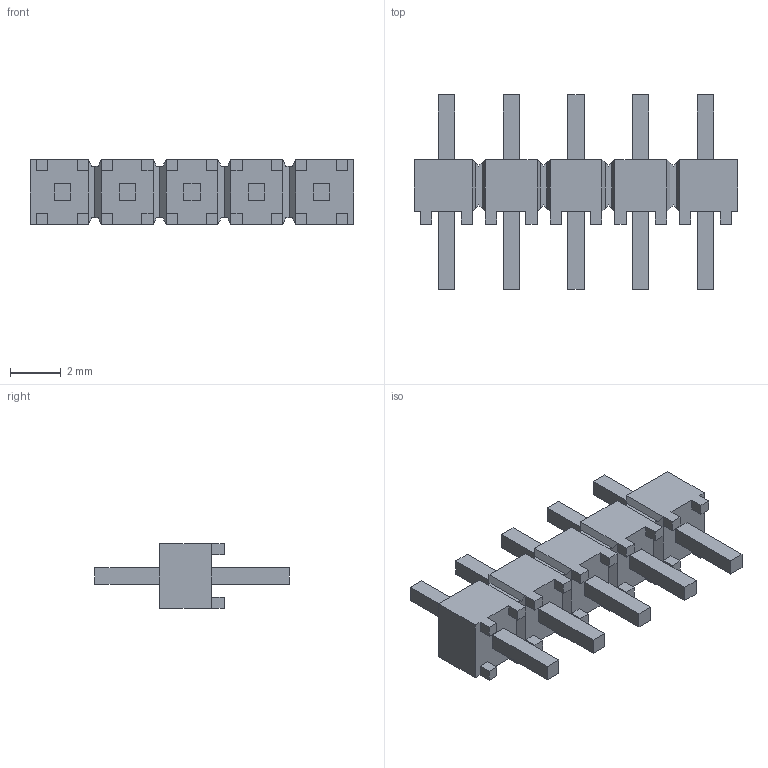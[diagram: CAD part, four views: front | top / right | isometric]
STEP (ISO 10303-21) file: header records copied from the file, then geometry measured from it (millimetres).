
FILE_DESCRIPTION( ( 'STEP AP214' ), '1' );
FILE_NAME( 'MTSW-105-06-T-S-100.stp', '2020-09-20T07:10:53', ( 'License CC BY-ND 4.0' ), ( 'CADENAS' ), ' ', 'PARTsolutions', ' ' );
FILE_SCHEMA( ( 'AUTOMOTIVE_DESIGN { 1 0 10303 214 1 1 1 1 }' ) );
Length unit declared in the file: inch
Products named in the file (3): MTSW-105-06-T-S-100; _MTSW-105-06-T-S-100_body; _MTSW-105-06-S-100
Assembly tree (2 placements, depth 2):
  MTSW-105-06-T-S-100
    _MTSW-105-06-T-S-100_body
    _MTSW-105-06-S-100
Bounding box: 12.7 x 7.62 x 2.54 mm (x, y, z)
Volume: 77.1 mm3; surface area: 289.7 mm2
Topology: 2 solids, 2 shells, 218 faces, 564 edges, 360 vertices
Faces by surface type: plane 218
Entity records: 8262 total; most frequent: CARTESIAN_POINT 1145, ORIENTED_EDGE 1128, DIRECTION 1006, EDGE_CURVE 564, LINE 564, VECTOR 564, VERTEX_POINT 360, EDGE_LOOP 238
